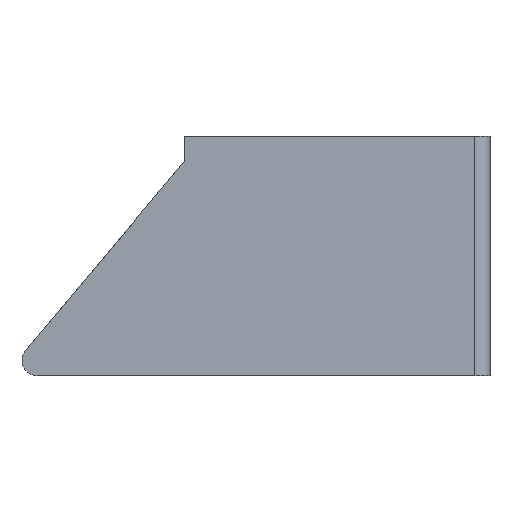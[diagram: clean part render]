
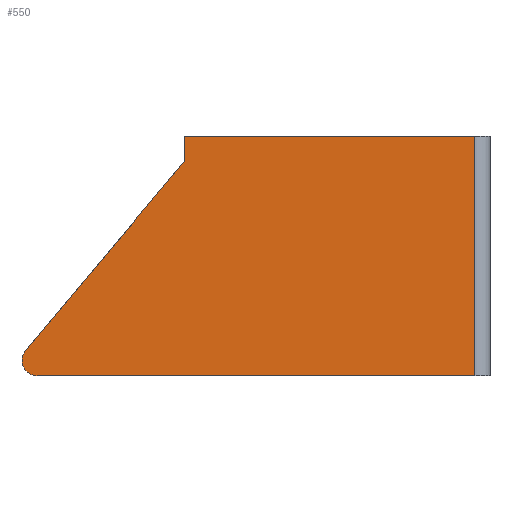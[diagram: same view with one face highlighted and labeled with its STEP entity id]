
A CAD part, front view. The second image highlights one B-rep face of the part: STEP entity #550.
In plain terms, the highlighted planar face has unit normal (0, -1, 0).
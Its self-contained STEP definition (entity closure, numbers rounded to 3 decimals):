
#259 = VERTEX_POINT('',#260);
#260 = CARTESIAN_POINT('',(2.,-5.,-47.));
#267 = EDGE_CURVE('',#259,#268,#270,.T.);
#268 = VERTEX_POINT('',#269);
#269 = CARTESIAN_POINT('',(-83.809,-5.,-47.));
#270 = LINE('',#271,#272);
#271 = CARTESIAN_POINT('',(5.,-5.,-47.));
#272 = VECTOR('',#273,1.);
#273 = DIRECTION('',(-1.,0.,0.));
#392 = VERTEX_POINT('',#393);
#393 = CARTESIAN_POINT('',(2.,-5.,0.));
#400 = EDGE_CURVE('',#392,#259,#401,.T.);
#401 = LINE('',#402,#403);
#402 = CARTESIAN_POINT('',(2.,-5.,0.));
#403 = VECTOR('',#404,1.);
#404 = DIRECTION('',(-0.,-0.,-1.));
#435 = VERTEX_POINT('',#436);
#436 = CARTESIAN_POINT('',(-55.,-5.,0.));
#442 = EDGE_CURVE('',#435,#392,#443,.T.);
#443 = LINE('',#444,#445);
#444 = CARTESIAN_POINT('',(-55.,-5.,0.));
#445 = VECTOR('',#446,1.);
#446 = DIRECTION('',(1.,0.,0.));
#529 = EDGE_CURVE('',#268,#530,#532,.T.);
#530 = VERTEX_POINT('',#531);
#531 = CARTESIAN_POINT('',(-86.107,-5.,-42.072));
#532 = CIRCLE('',#533,3.);
#533 = AXIS2_PLACEMENT_3D('',#534,#535,#536);
#534 = CARTESIAN_POINT('',(-83.809,-5.,-44.));
#535 = DIRECTION('',(0.,1.,0.));
#536 = DIRECTION('',(0.,0.,1.));
#550 = ADVANCED_FACE('',(#551),#571,.T.);
#551 = FACE_BOUND('',#552,.T.);
#552 = EDGE_LOOP('',(#553,#561,#562,#563,#564,#565));
#553 = ORIENTED_EDGE('',*,*,#554,.F.);
#554 = EDGE_CURVE('',#530,#555,#557,.T.);
#555 = VERTEX_POINT('',#556);
#556 = CARTESIAN_POINT('',(-55.,-5.,-5.));
#557 = LINE('',#558,#559);
#558 = CARTESIAN_POINT('',(-90.242,-5.,-47.));
#559 = VECTOR('',#560,1.);
#560 = DIRECTION('',(0.643,0.,0.766));
#561 = ORIENTED_EDGE('',*,*,#529,.F.);
#562 = ORIENTED_EDGE('',*,*,#267,.F.);
#563 = ORIENTED_EDGE('',*,*,#400,.F.);
#564 = ORIENTED_EDGE('',*,*,#442,.F.);
#565 = ORIENTED_EDGE('',*,*,#566,.T.);
#566 = EDGE_CURVE('',#435,#555,#567,.T.);
#567 = LINE('',#568,#569);
#568 = CARTESIAN_POINT('',(-55.,-5.,0.));
#569 = VECTOR('',#570,1.);
#570 = DIRECTION('',(-0.,-0.,-1.));
#571 = PLANE('',#572);
#572 = AXIS2_PLACEMENT_3D('',#573,#574,#575);
#573 = CARTESIAN_POINT('',(-36.559,-5.,-26.783));
#574 = DIRECTION('',(0.,-1.,0.));
#575 = DIRECTION('',(0.,0.,-1.));
